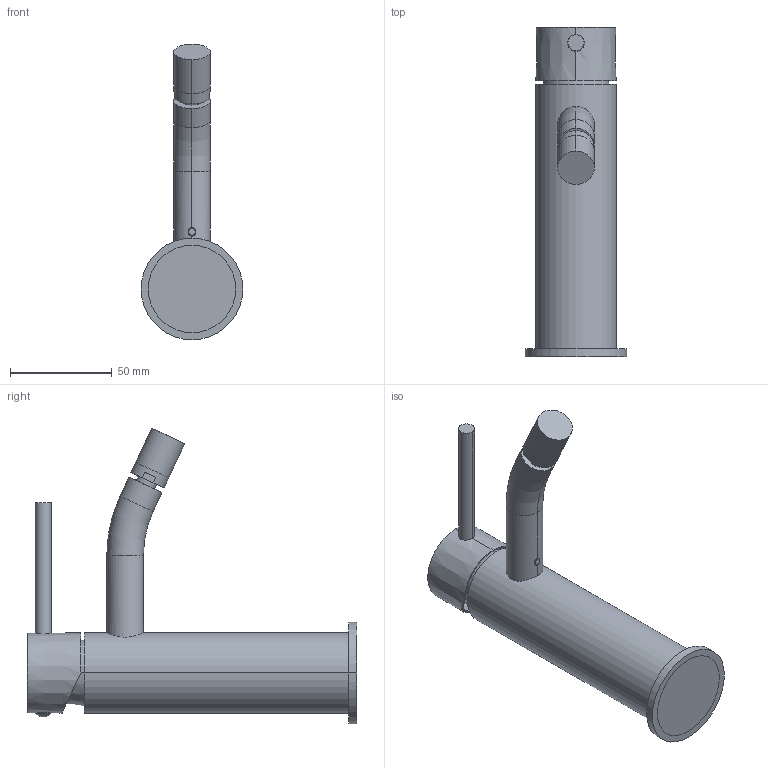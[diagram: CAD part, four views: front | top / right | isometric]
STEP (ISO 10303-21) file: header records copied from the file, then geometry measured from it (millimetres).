
FILE_DESCRIPTION((''),'2;1');
FILE_NAME('LIG131CR','2021-01-14T15:03:35',('ut3'),('PAFFONI SpA'),'CREO PARAMETRIC BY PTC INC, 2020044','CREO PARAMETRIC BY PTC INC, 2020044','');
FILE_SCHEMA(('CONFIG_CONTROL_DESIGN','SHAPE_APPEARANCE_LAYERS_GROUPS'));
Length unit declared in the file: millimetre
Products named in the file (1): LIG131CR
Bounding box: 50 x 162.15 x 145.4 mm (x, y, z)
Surface area: 42484.2 mm2 (no closed solid volume)
Topology: 0 solids, 20 shells, 123 faces, 327 edges, 218 vertices
Faces by surface type: plane 50, cylinder 46, cone 23, torus 2, sphere 2
Entity records: 5021 total; most frequent: CARTESIAN_POINT 1168, DIRECTION 619, ORIENTED_EDGE 576, EDGE_CURVE 323, AXIS2_PLACEMENT_3D 233, VERTEX_POINT 218, VECTOR 153, LINE 153
